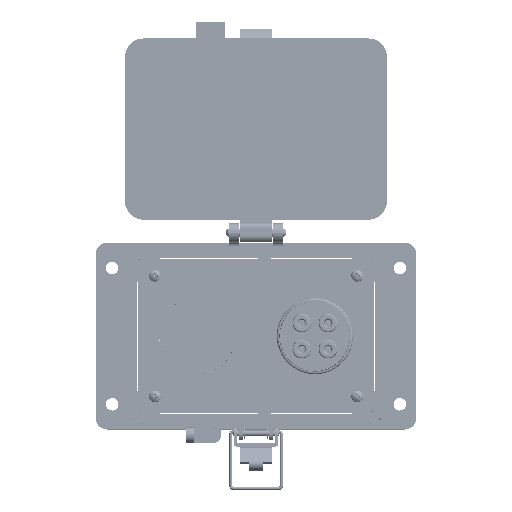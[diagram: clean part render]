
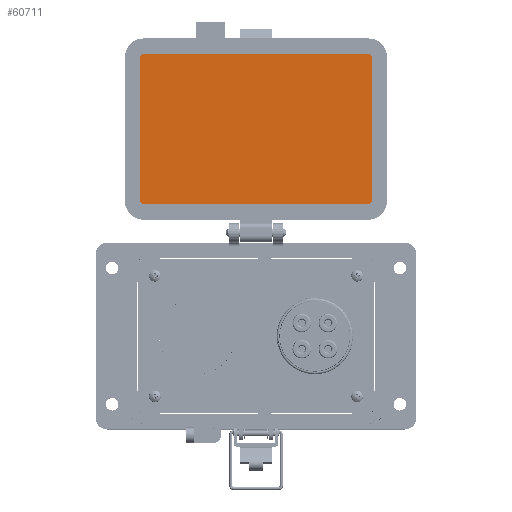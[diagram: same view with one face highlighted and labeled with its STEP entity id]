
A CAD part, top view. The second image highlights one B-rep face of the part: STEP entity #60711.
In plain terms, the highlighted planar face has unit normal (0, 0, 1).
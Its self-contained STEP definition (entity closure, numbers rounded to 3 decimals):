
#418 = ORIENTED_EDGE ( 'NONE', *, *, #78591, .F. ) ;
#569 = ORIENTED_EDGE ( 'NONE', *, *, #110598, .F. ) ;
#1132 = VERTEX_POINT ( 'NONE', #88519 ) ;
#1851 = CARTESIAN_POINT ( 'NONE',  ( 59.502, 143.334, 8.694 ) ) ;
#2414 = CIRCLE ( 'NONE', #86285, 1.785 ) ;
#3736 = CARTESIAN_POINT ( 'NONE',  ( -57.72, 67.765, 8.694 ) ) ;
#4995 = VERTEX_POINT ( 'NONE', #67684 ) ;
#5221 = CARTESIAN_POINT ( 'NONE',  ( -57.72, 67.765, 8.694 ) ) ;
#5896 = FACE_OUTER_BOUND ( 'NONE', #112838, .T. ) ;
#10920 = ORIENTED_EDGE ( 'NONE', *, *, #22678, .F. ) ;
#16595 = ORIENTED_EDGE ( 'NONE', *, *, #66526, .F. ) ;
#18408 = EDGE_CURVE ( 'NONE', #4995, #120983, #106518, .T. ) ;
#19730 = CARTESIAN_POINT ( 'NONE',  ( 59.502, 69.55, 8.694 ) ) ;
#20269 = VERTEX_POINT ( 'NONE', #110110 ) ;
#21795 = EDGE_CURVE ( 'NONE', #74036, #117869, #122522, .T. ) ;
#22678 = EDGE_CURVE ( 'NONE', #117869, #4995, #135104, .T. ) ;
#23458 = DIRECTION ( 'NONE',  ( 0., -1., 0. ) ) ;
#24545 = VERTEX_POINT ( 'NONE', #62244 ) ;
#26970 = CARTESIAN_POINT ( 'NONE',  ( 59.502, 69.55, 8.694 ) ) ;
#27158 = DIRECTION ( 'NONE',  ( 1., 0., 0. ) ) ;
#28469 = VECTOR ( 'NONE', #124212, 1000. ) ;
#31116 = DIRECTION ( 'NONE',  ( 0., -1., 0. ) ) ;
#31757 = EDGE_CURVE ( 'NONE', #20269, #50316, #32650, .T. ) ;
#32650 = LINE ( 'NONE', #78467, #28469 ) ;
#38073 = DIRECTION ( 'NONE',  ( 0., -1., 0. ) ) ;
#39688 = ORIENTED_EDGE ( 'NONE', *, *, #31757, .F. ) ;
#40362 = DIRECTION ( 'NONE',  ( 0., -1., 0. ) ) ;
#45944 = CARTESIAN_POINT ( 'NONE',  ( 57.717, 69.55, 8.694 ) ) ;
#49459 = DIRECTION ( 'NONE',  ( -1., 0., 0. ) ) ;
#50316 = VERTEX_POINT ( 'NONE', #64739 ) ;
#51640 = PLANE ( 'NONE',  #78572 ) ;
#53020 = CIRCLE ( 'NONE', #84225, 1.785 ) ;
#53417 = CARTESIAN_POINT ( 'NONE',  ( -57.72, 143.334, 8.694 ) ) ;
#60711 = ADVANCED_FACE ( 'NONE', ( #5896 ), #51640, .T. ) ;
#62244 = CARTESIAN_POINT ( 'NONE',  ( -57.72, 145.119, 8.694 ) ) ;
#64739 = CARTESIAN_POINT ( 'NONE',  ( -59.505, 143.334, 8.694 ) ) ;
#65494 = DIRECTION ( 'NONE',  ( 0., -1., 0. ) ) ;
#66526 = EDGE_CURVE ( 'NONE', #24545, #1132, #84235, .T. ) ;
#67684 = CARTESIAN_POINT ( 'NONE',  ( 57.717, 67.765, 8.694 ) ) ;
#68474 = CIRCLE ( 'NONE', #87666, 1.785 ) ;
#74036 = VERTEX_POINT ( 'NONE', #1851 ) ;
#78467 = CARTESIAN_POINT ( 'NONE',  ( -59.505, 143.334, 8.694 ) ) ;
#78572 = AXIS2_PLACEMENT_3D ( 'NONE', #97430, #143149, #40362 ) ;
#78591 = EDGE_CURVE ( 'NONE', #1132, #74036, #53020, .T. ) ;
#79117 = ORIENTED_EDGE ( 'NONE', *, *, #85703, .F. ) ;
#84225 = AXIS2_PLACEMENT_3D ( 'NONE', #88164, #133893, #31116 ) ;
#84235 = LINE ( 'NONE', #129932, #129778 ) ;
#85703 = EDGE_CURVE ( 'NONE', #50316, #24545, #68474, .T. ) ;
#86285 = AXIS2_PLACEMENT_3D ( 'NONE', #95152, #140879, #38073 ) ;
#87666 = AXIS2_PLACEMENT_3D ( 'NONE', #53417, #99211, #144938 ) ;
#88164 = CARTESIAN_POINT ( 'NONE',  ( 57.717, 143.334, 8.694 ) ) ;
#88519 = CARTESIAN_POINT ( 'NONE',  ( 57.717, 145.119, 8.694 ) ) ;
#95152 = CARTESIAN_POINT ( 'NONE',  ( -57.72, 69.55, 8.694 ) ) ;
#97430 = CARTESIAN_POINT ( 'NONE',  ( -30.745, 145.119, 8.694 ) ) ;
#99211 = DIRECTION ( 'NONE',  ( 0., 0., -1. ) ) ;
#103453 = VECTOR ( 'NONE', #49459, 1000. ) ;
#106518 = LINE ( 'NONE', #3736, #103453 ) ;
#110110 = CARTESIAN_POINT ( 'NONE',  ( -59.505, 69.55, 8.694 ) ) ;
#110598 = EDGE_CURVE ( 'NONE', #120983, #20269, #2414, .T. ) ;
#112838 = EDGE_LOOP ( 'NONE', ( #79117, #39688, #569, #142499, #10920, #125574, #418, #16595 ) ) ;
#117869 = VERTEX_POINT ( 'NONE', #26970 ) ;
#120983 = VERTEX_POINT ( 'NONE', #5221 ) ;
#122522 = LINE ( 'NONE', #19730, #137852 ) ;
#124212 = DIRECTION ( 'NONE',  ( 0., 1., 0. ) ) ;
#125574 = ORIENTED_EDGE ( 'NONE', *, *, #21795, .F. ) ;
#126233 = DIRECTION ( 'NONE',  ( 0., 0., -1. ) ) ;
#129778 = VECTOR ( 'NONE', #27158, 1000. ) ;
#129932 = CARTESIAN_POINT ( 'NONE',  ( 57.717, 145.119, 8.694 ) ) ;
#133893 = DIRECTION ( 'NONE',  ( 0., 0., -1. ) ) ;
#135104 = CIRCLE ( 'NONE', #141864, 1.785 ) ;
#137852 = VECTOR ( 'NONE', #65494, 1000. ) ;
#140879 = DIRECTION ( 'NONE',  ( 0., 0., -1. ) ) ;
#141864 = AXIS2_PLACEMENT_3D ( 'NONE', #45944, #126233, #23458 ) ;
#142499 = ORIENTED_EDGE ( 'NONE', *, *, #18408, .F. ) ;
#143149 = DIRECTION ( 'NONE',  ( 0., 0., 1. ) ) ;
#144938 = DIRECTION ( 'NONE',  ( 0., -1., 0. ) ) ;
